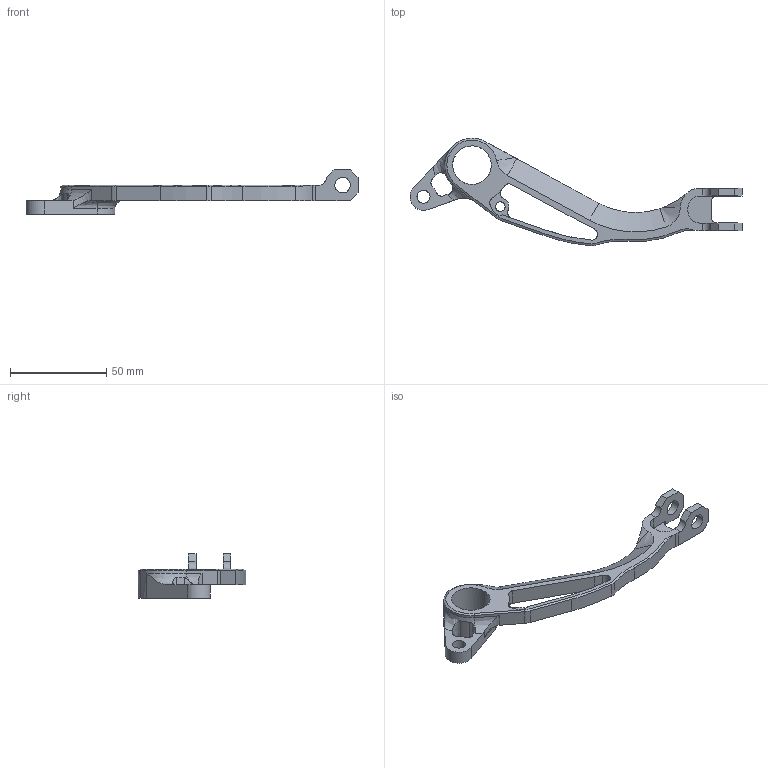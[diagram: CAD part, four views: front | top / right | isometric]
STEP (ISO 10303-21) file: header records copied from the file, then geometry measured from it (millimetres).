
FILE_DESCRIPTION(/* description */ (''),/* implementation_level */ '2;1');
FILE_NAME(/* name */ 'LEVAFR~2',/* time_stamp */ '2022-09-20T17:06:03+02:00',/* author */ (''),/* organization */ (''),/* preprocessor_version */ 'ST-DEVELOPER v16.5',/* originating_system */ '',/* authorisation */ '');
FILE_SCHEMA (('AUTOMOTIVE_DESIGN_CC2'));
Length unit declared in the file: millimetre
Products named in the file (1): Document
Bounding box: 172.12 x 55.81 x 23 mm (x, y, z)
Volume: 21638 mm3; surface area: 12362.3 mm2
Topology: 1 solids, 1 shells, 95 faces, 280 edges, 196 vertices
Faces by surface type: bspline 95
Entity records: 7409 total; most frequent: CARTESIAN_POINT 4056, B_SPLINE_CURVE_WITH_KNOTS 618, ORIENTED_EDGE 540, PCURVE 540, DEFINITIONAL_REPRESENTATION 540, SURFACE_CURVE 270, EDGE_CURVE 270, VERTEX_POINT 176
